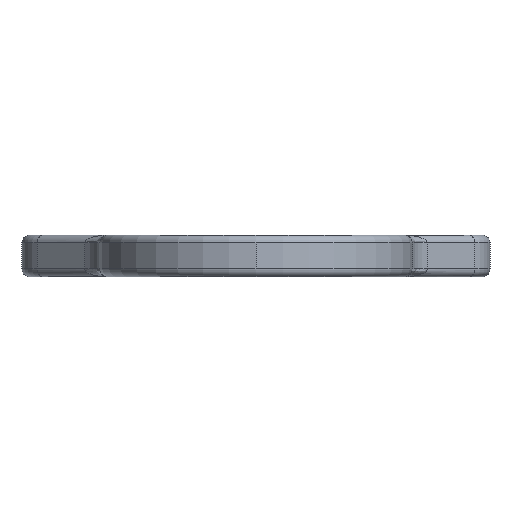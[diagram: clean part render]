
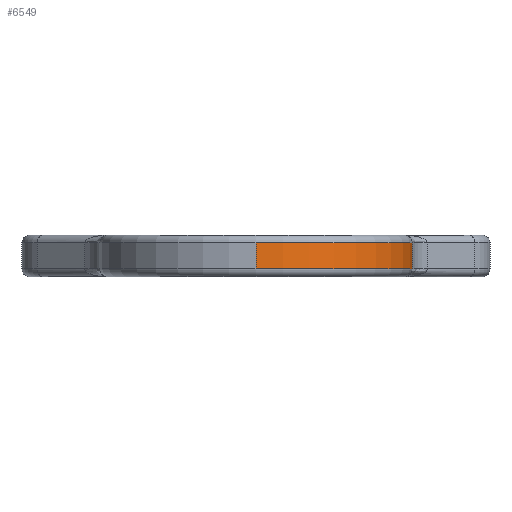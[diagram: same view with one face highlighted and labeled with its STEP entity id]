
A CAD part, left-side view. The second image highlights one B-rep face of the part: STEP entity #6549.
In plain terms, the highlighted cylindrical face has radius 30 mm (diameter 60 mm), a partial arc.
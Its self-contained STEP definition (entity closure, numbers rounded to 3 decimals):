
#1117 = DIRECTION ( 'NONE',  ( 0., 0., -1. ) ) ;
#1394 = AXIS2_PLACEMENT_3D ( 'NONE', #6473, #9359, #5580 ) ;
#2017 = LINE ( 'NONE', #10541, #6276 ) ;
#2178 = EDGE_CURVE ( 'NONE', #5127, #8986, #11878, .T. ) ;
#2327 = FACE_OUTER_BOUND ( 'NONE', #2428, .T. ) ;
#2428 = EDGE_LOOP ( 'NONE', ( #3913, #6602, #4999, #4807 ) ) ;
#3174 = VERTEX_POINT ( 'NONE', #3696 ) ;
#3696 = CARTESIAN_POINT ( 'NONE',  ( -75., 0., -2.5 ) ) ;
#3913 = ORIENTED_EDGE ( 'NONE', *, *, #2178, .T. ) ;
#4171 = EDGE_CURVE ( 'NONE', #3174, #8138, #9594, .T. ) ;
#4460 = CYLINDRICAL_SURFACE ( 'NONE', #9821, 30. ) ;
#4807 = ORIENTED_EDGE ( 'NONE', *, *, #10062, .F. ) ;
#4999 = ORIENTED_EDGE ( 'NONE', *, *, #4171, .T. ) ;
#5127 = VERTEX_POINT ( 'NONE', #11949 ) ;
#5220 = VECTOR ( 'NONE', #11192, 1000. ) ;
#5580 = DIRECTION ( 'NONE',  ( 1., 0., 0. ) ) ;
#5857 = CARTESIAN_POINT ( 'NONE',  ( -45., 0., 2.5 ) ) ;
#6276 = VECTOR ( 'NONE', #11751, 1000. ) ;
#6457 = AXIS2_PLACEMENT_3D ( 'NONE', #5857, #1117, #8744 ) ;
#6473 = CARTESIAN_POINT ( 'NONE',  ( -45., 0., -2.5 ) ) ;
#6549 = ADVANCED_FACE ( 'NONE', ( #2327 ), #4460, .T. ) ;
#6602 = ORIENTED_EDGE ( 'NONE', *, *, #7237, .T. ) ;
#7166 = LINE ( 'NONE', #12085, #5220 ) ;
#7237 = EDGE_CURVE ( 'NONE', #8986, #3174, #7166, .T. ) ;
#7283 = DIRECTION ( 'NONE',  ( 0., 0., -1. ) ) ;
#7339 = DIRECTION ( 'NONE',  ( -1., 0., 0. ) ) ;
#8138 = VERTEX_POINT ( 'NONE', #10340 ) ;
#8744 = DIRECTION ( 'NONE',  ( 1., 0., 0. ) ) ;
#8986 = VERTEX_POINT ( 'NONE', #11434 ) ;
#9359 = DIRECTION ( 'NONE',  ( 0., 0., 1. ) ) ;
#9594 = CIRCLE ( 'NONE', #1394, 30. ) ;
#9821 = AXIS2_PLACEMENT_3D ( 'NONE', #11122, #7283, #7339 ) ;
#10062 = EDGE_CURVE ( 'NONE', #5127, #8138, #2017, .T. ) ;
#10340 = CARTESIAN_POINT ( 'NONE',  ( -45., -30., -2.5 ) ) ;
#10541 = CARTESIAN_POINT ( 'NONE',  ( -45., -30., 4. ) ) ;
#11122 = CARTESIAN_POINT ( 'NONE',  ( -45., 0., 4. ) ) ;
#11192 = DIRECTION ( 'NONE',  ( 0., 0., -1. ) ) ;
#11434 = CARTESIAN_POINT ( 'NONE',  ( -75., 0., 2.5 ) ) ;
#11751 = DIRECTION ( 'NONE',  ( 0., 0., -1. ) ) ;
#11878 = CIRCLE ( 'NONE', #6457, 30. ) ;
#11949 = CARTESIAN_POINT ( 'NONE',  ( -45., -30., 2.5 ) ) ;
#12085 = CARTESIAN_POINT ( 'NONE',  ( -75., 0., 4. ) ) ;
